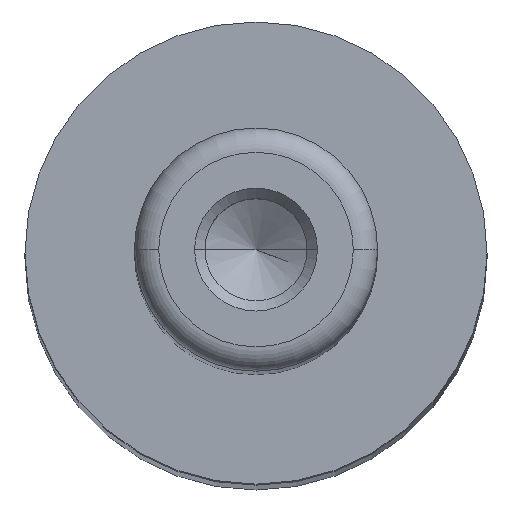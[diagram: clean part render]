
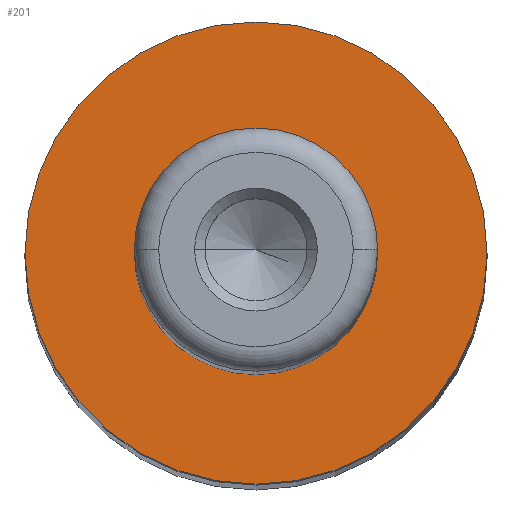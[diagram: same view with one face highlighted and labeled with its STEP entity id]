
A CAD part, top view. The second image highlights one B-rep face of the part: STEP entity #201.
In plain terms, the highlighted planar face has unit normal (0, 0, 1).
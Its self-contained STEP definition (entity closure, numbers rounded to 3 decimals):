
#9 = CARTESIAN_POINT ( 'NONE',  ( 5., 0., 138. ) ) ;
#46 = DIRECTION ( 'NONE',  ( 0., 0., -1. ) ) ;
#90 = CIRCLE ( 'NONE', #728, 5. ) ;
#108 = DIRECTION ( 'NONE',  ( 0., 0., -1. ) ) ;
#136 = CARTESIAN_POINT ( 'NONE',  ( 9.5, 0., 138. ) ) ;
#174 = AXIS2_PLACEMENT_3D ( 'NONE', #997, #1004, #472 ) ;
#184 = EDGE_CURVE ( 'NONE', #261, #1014, #714, .T. ) ;
#192 = VERTEX_POINT ( 'NONE', #803 ) ;
#201 = ADVANCED_FACE ( 'NONE', ( #444, #557 ), #394, .T. ) ;
#261 = VERTEX_POINT ( 'NONE', #9 ) ;
#306 = ORIENTED_EDGE ( 'NONE', *, *, #770, .F. ) ;
#313 = ORIENTED_EDGE ( 'NONE', *, *, #969, .T. ) ;
#335 = ORIENTED_EDGE ( 'NONE', *, *, #184, .T. ) ;
#363 = VERTEX_POINT ( 'NONE', #136 ) ;
#394 = PLANE ( 'NONE',  #174 ) ;
#399 = DIRECTION ( 'NONE',  ( 0., 0., -1. ) ) ;
#411 = AXIS2_PLACEMENT_3D ( 'NONE', #643, #108, #737 ) ;
#429 = AXIS2_PLACEMENT_3D ( 'NONE', #965, #1092, #470 ) ;
#444 = FACE_BOUND ( 'NONE', #734, .T. ) ;
#470 = DIRECTION ( 'NONE',  ( -1., 0., 0. ) ) ;
#472 = DIRECTION ( 'NONE',  ( 1., 0., 0. ) ) ;
#522 = ORIENTED_EDGE ( 'NONE', *, *, #1033, .F. ) ;
#557 = FACE_OUTER_BOUND ( 'NONE', #990, .T. ) ;
#570 = CARTESIAN_POINT ( 'NONE',  ( 0., 0., 138. ) ) ;
#643 = CARTESIAN_POINT ( 'NONE',  ( 0., 0., 138. ) ) ;
#646 = CIRCLE ( 'NONE', #411, 9.5 ) ;
#665 = DIRECTION ( 'NONE',  ( -1., 0., 0. ) ) ;
#714 = CIRCLE ( 'NONE', #429, 5. ) ;
#728 = AXIS2_PLACEMENT_3D ( 'NONE', #570, #46, #665 ) ;
#734 = EDGE_LOOP ( 'NONE', ( #313, #335 ) ) ;
#737 = DIRECTION ( 'NONE',  ( -1., 0., 0. ) ) ;
#770 = EDGE_CURVE ( 'NONE', #192, #363, #646, .T. ) ;
#803 = CARTESIAN_POINT ( 'NONE',  ( -9.5, 0., 138. ) ) ;
#932 = AXIS2_PLACEMENT_3D ( 'NONE', #936, #399, #1018 ) ;
#936 = CARTESIAN_POINT ( 'NONE',  ( 0., 0., 138. ) ) ;
#965 = CARTESIAN_POINT ( 'NONE',  ( 0., 0., 138. ) ) ;
#969 = EDGE_CURVE ( 'NONE', #1014, #261, #90, .T. ) ;
#990 = EDGE_LOOP ( 'NONE', ( #306, #522 ) ) ;
#997 = CARTESIAN_POINT ( 'NONE',  ( -5., 0., 138. ) ) ;
#1000 = CIRCLE ( 'NONE', #932, 9.5 ) ;
#1004 = DIRECTION ( 'NONE',  ( 0., 0., 1. ) ) ;
#1014 = VERTEX_POINT ( 'NONE', #1115 ) ;
#1018 = DIRECTION ( 'NONE',  ( -1., 0., 0. ) ) ;
#1033 = EDGE_CURVE ( 'NONE', #363, #192, #1000, .T. ) ;
#1092 = DIRECTION ( 'NONE',  ( 0., 0., -1. ) ) ;
#1115 = CARTESIAN_POINT ( 'NONE',  ( -5., 0., 138. ) ) ;
